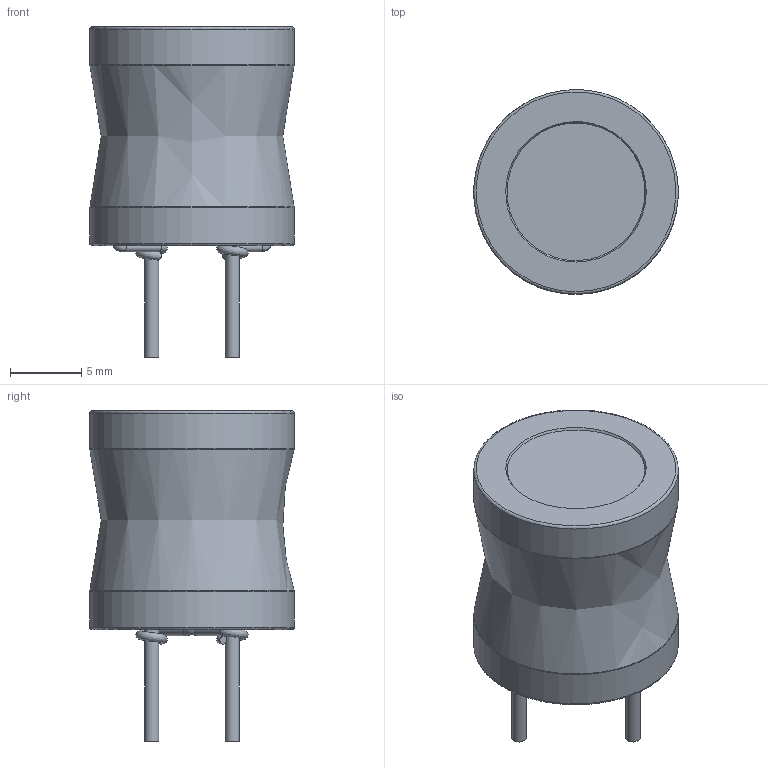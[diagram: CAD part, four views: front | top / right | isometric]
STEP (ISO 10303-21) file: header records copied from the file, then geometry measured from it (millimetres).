
FILE_DESCRIPTION( ('This file contains a STEP AP42 implementation' ,'as created by ZW3D STEP Interface translator.') ,'2;1' );
FILE_NAME( 'PV1620-L.stp' ,'14 925.132314', (''), ('ZWCAD Software Co.'), 'Version 1.0', 'ZW3D to STEP translator', '' );
FILE_SCHEMA( ('CONFIG_CONTROL_DESIGN') );
Length unit declared in the file: millimetre
Products named in the file (1): 0
Bounding box: 14.34 x 14.34 x 23.17 mm (x, y, z)
Volume: 1261 mm3; surface area: 4134 mm2
Topology: 4 solids, 7 shells, 72 faces, 154 edges, 98 vertices
Faces by surface type: bspline 72
Entity records: 335227 total; most frequent: CARTESIAN_POINT 334323, ORIENTED_EDGE 304, EDGE_CURVE 154, VERTEX_POINT 98, EDGE_LOOP 80, FACE_OUTER_BOUND 72, ADVANCED_FACE 72, B_SPLINE_CURVE_WITH_KNOTS 62
